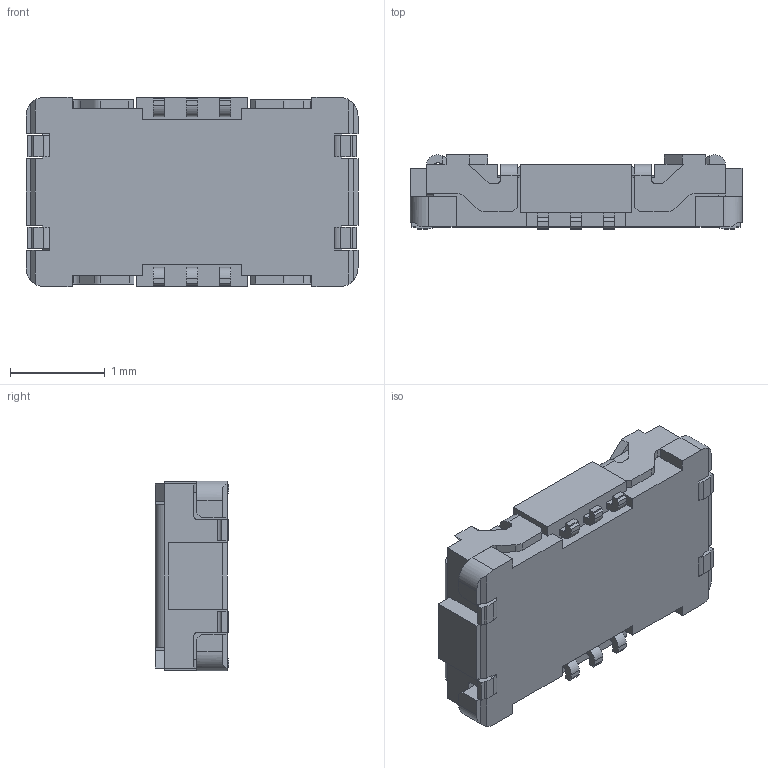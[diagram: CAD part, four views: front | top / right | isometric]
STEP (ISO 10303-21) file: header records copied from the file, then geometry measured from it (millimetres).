
FILE_DESCRIPTION((''),'2;1');
FILE_NAME('5054130610','2019-02-22T',('gga'),(''),'PRO/ENGINEER BY PARAMETRIC TECHNOLOGY CORPORATION, 2016010','PRO/ENGINEER BY PARAMETRIC TECHNOLOGY CORPORATION, 2016010','');
FILE_SCHEMA(('CONFIG_CONTROL_DESIGN'));
Length unit declared in the file: millimetre
Products named in the file (1): 5054130610
Bounding box: 3.5 x 0.78 x 2 mm (x, y, z)
Volume: 3.3 mm3; surface area: 31.4 mm2
Topology: 1 solids, 1 shells, 452 faces, 1310 edges, 875 vertices
Faces by surface type: plane 365, cylinder 83, cone 4
Entity records: 14707 total; most frequent: CARTESIAN_POINT 2634, ORIENTED_EDGE 2540, DIRECTION 2378, EDGE_CURVE 1270, VECTOR 1120, LINE 1120, VERTEX_POINT 835, AXIS2_PLACEMENT_3D 629
